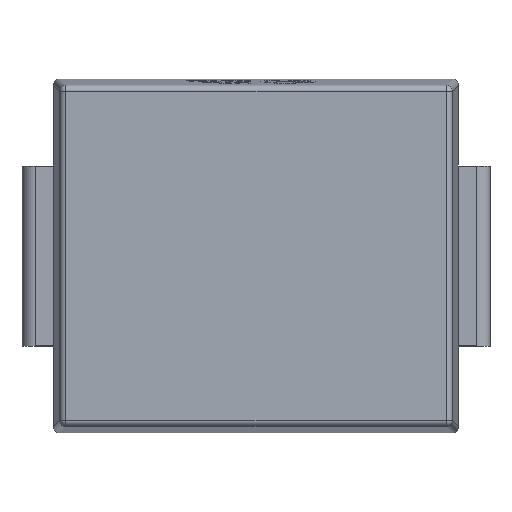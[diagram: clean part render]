
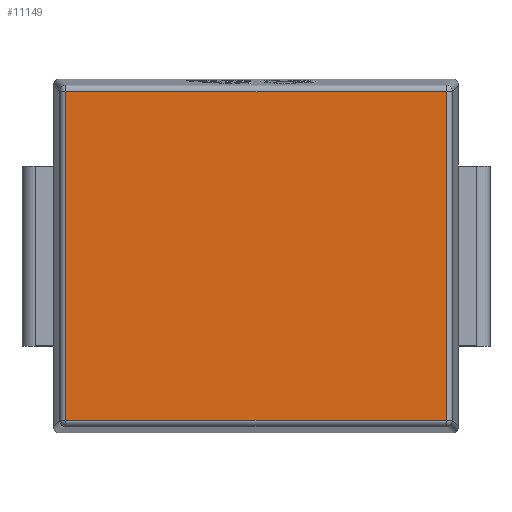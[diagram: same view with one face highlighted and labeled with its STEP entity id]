
A CAD part, top view. The second image highlights one B-rep face of the part: STEP entity #11149.
In plain terms, the highlighted planar face has unit normal (0, 0, 1).
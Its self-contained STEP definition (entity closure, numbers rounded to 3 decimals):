
#102 = VERTEX_POINT ( 'NONE', #10438 ) ;
#367 = EDGE_CURVE ( 'NONE', #13201, #102, #8234, .T. ) ;
#1095 = EDGE_LOOP ( 'NONE', ( #9765, #2025, #6531, #11039 ) ) ;
#1436 = EDGE_CURVE ( 'NONE', #10850, #13201, #11242, .T. ) ;
#2025 = ORIENTED_EDGE ( 'NONE', *, *, #3296, .T. ) ;
#2257 = DIRECTION ( 'NONE',  ( 0., 0., 1. ) ) ;
#2683 = CARTESIAN_POINT ( 'NONE',  ( 3.261, -2.745, 1.3 ) ) ;
#2728 = VECTOR ( 'NONE', #5736, 1000. ) ;
#3240 = VECTOR ( 'NONE', #11085, 1000. ) ;
#3296 = EDGE_CURVE ( 'NONE', #6212, #10850, #11828, .T. ) ;
#3922 = CARTESIAN_POINT ( 'NONE',  ( 3.17, 2.836, 1.3 ) ) ;
#4459 = EDGE_CURVE ( 'NONE', #102, #6212, #4627, .T. ) ;
#4627 = LINE ( 'NONE', #11935, #2728 ) ;
#5480 = VECTOR ( 'NONE', #7354, 1000. ) ;
#5736 = DIRECTION ( 'NONE',  ( 0., -1., 0. ) ) ;
#6060 = DIRECTION ( 'NONE',  ( 0., 1., 0. ) ) ;
#6212 = VERTEX_POINT ( 'NONE', #9734 ) ;
#6411 = CARTESIAN_POINT ( 'NONE',  ( 0., 0., 1.3 ) ) ;
#6531 = ORIENTED_EDGE ( 'NONE', *, *, #1436, .T. ) ;
#7354 = DIRECTION ( 'NONE',  ( -1., 0., 0. ) ) ;
#8234 = LINE ( 'NONE', #11305, #5480 ) ;
#8303 = AXIS2_PLACEMENT_3D ( 'NONE', #6411, #2257, #12790 ) ;
#9734 = CARTESIAN_POINT ( 'NONE',  ( -3.17, -2.745, 1.3 ) ) ;
#9765 = ORIENTED_EDGE ( 'NONE', *, *, #4459, .T. ) ;
#9780 = CARTESIAN_POINT ( 'NONE',  ( 3.17, -2.745, 1.3 ) ) ;
#10438 = CARTESIAN_POINT ( 'NONE',  ( -3.17, 2.745, 1.3 ) ) ;
#10726 = PLANE ( 'NONE',  #8303 ) ;
#10850 = VERTEX_POINT ( 'NONE', #9780 ) ;
#11039 = ORIENTED_EDGE ( 'NONE', *, *, #367, .T. ) ;
#11085 = DIRECTION ( 'NONE',  ( 1., 0., 0. ) ) ;
#11149 = ADVANCED_FACE ( 'NONE', ( #12914 ), #10726, .T. ) ;
#11242 = LINE ( 'NONE', #3922, #11435 ) ;
#11305 = CARTESIAN_POINT ( 'NONE',  ( -3.261, 2.745, 1.3 ) ) ;
#11435 = VECTOR ( 'NONE', #6060, 1000. ) ;
#11828 = LINE ( 'NONE', #2683, #3240 ) ;
#11935 = CARTESIAN_POINT ( 'NONE',  ( -3.17, -2.836, 1.3 ) ) ;
#12503 = CARTESIAN_POINT ( 'NONE',  ( 3.17, 2.745, 1.3 ) ) ;
#12790 = DIRECTION ( 'NONE',  ( 1., 0., 0. ) ) ;
#12914 = FACE_OUTER_BOUND ( 'NONE', #1095, .T. ) ;
#13201 = VERTEX_POINT ( 'NONE', #12503 ) ;
